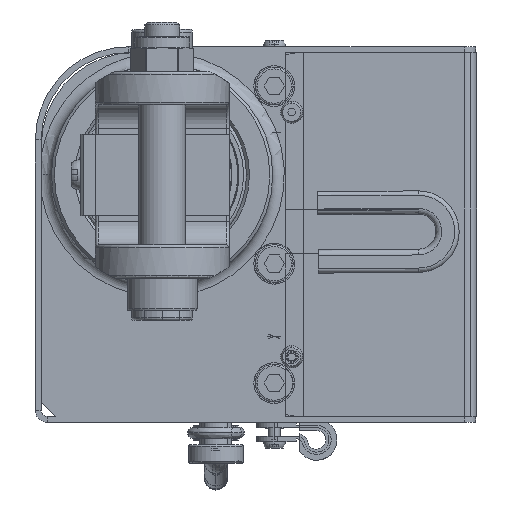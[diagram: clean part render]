
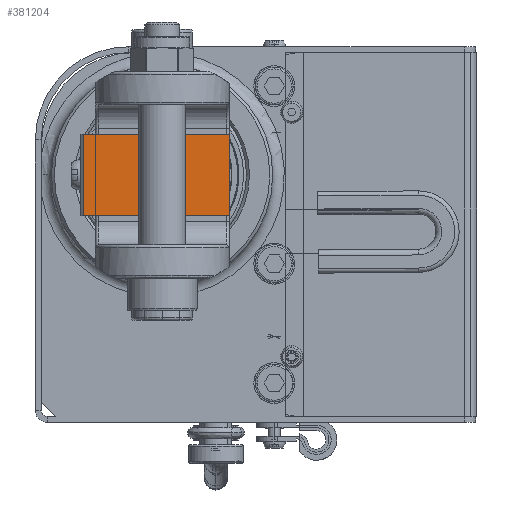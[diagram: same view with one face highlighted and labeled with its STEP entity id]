
A CAD part, front view. The second image highlights one B-rep face of the part: STEP entity #381204.
In plain terms, the highlighted planar face has unit normal (0, -1, 0).
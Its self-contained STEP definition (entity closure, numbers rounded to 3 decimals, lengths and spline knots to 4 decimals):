
#372273=DIRECTION('',(1.,0.,0.));
#372274=VECTOR('',#372273,1.9685);
#372275=CARTESIAN_POINT('',(-1.2008,-35.0276,
0.2559));
#372276=LINE('',#372275,#372274);
#372309=DIRECTION('',(1.,0.,0.));
#372310=VECTOR('',#372309,1.9685);
#372311=CARTESIAN_POINT('',(-1.2008,-35.0276,
1.3583));
#372312=LINE('',#372311,#372310);
#373187=DIRECTION('',(0.,0.,1.));
#373188=VECTOR('',#373187,1.1024);
#373189=CARTESIAN_POINT('',(0.7677,-35.0276,
0.2559));
#373190=LINE('',#373189,#373188);
#373191=DIRECTION('',(0.,0.,-1.));
#373192=VECTOR('',#373191,1.1024);
#373193=CARTESIAN_POINT('',(-1.2008,-35.0276,
1.3583));
#373194=LINE('',#373193,#373192);
#379509=CARTESIAN_POINT('',(0.7677,-35.0276,
0.2559));
#379511=VERTEX_POINT('',#379509);
#379515=CARTESIAN_POINT('',(0.7677,-35.0276,
1.3583));
#379517=VERTEX_POINT('',#379515);
#379521=CARTESIAN_POINT('',(-1.2008,-35.0276,
0.2559));
#379523=VERTEX_POINT('',#379521);
#379527=CARTESIAN_POINT('',(-1.2008,-35.0276,
1.3583));
#379528=VERTEX_POINT('',#379527);
#381192=CARTESIAN_POINT('',(-1.2402,-35.0276,
0.2559));
#381193=DIRECTION('',(0.,-1.,0.));
#381194=DIRECTION('',(1.,0.,0.));
#381195=AXIS2_PLACEMENT_3D('',#381192,#381193,#381194);
#381196=PLANE('',#381195);
#381198=ORIENTED_EDGE('',*,*,#381197,.F.);
#381199=ORIENTED_EDGE('',*,*,#380777,.T.);
#381200=ORIENTED_EDGE('',*,*,#381178,.F.);
#381201=ORIENTED_EDGE('',*,*,#380684,.F.);
#381202=EDGE_LOOP('',(#381198,#381199,#381200,#381201));
#381203=FACE_OUTER_BOUND('',#381202,.F.);
#380684=EDGE_CURVE('',#379523,#379511,#372276,.T.);
#380777=EDGE_CURVE('',#379528,#379517,#372312,.T.);
#381178=EDGE_CURVE('',#379511,#379517,#373190,.T.);
#381197=EDGE_CURVE('',#379528,#379523,#373194,.T.);
#381204=ADVANCED_FACE('',(#381203),#381196,.T.);
